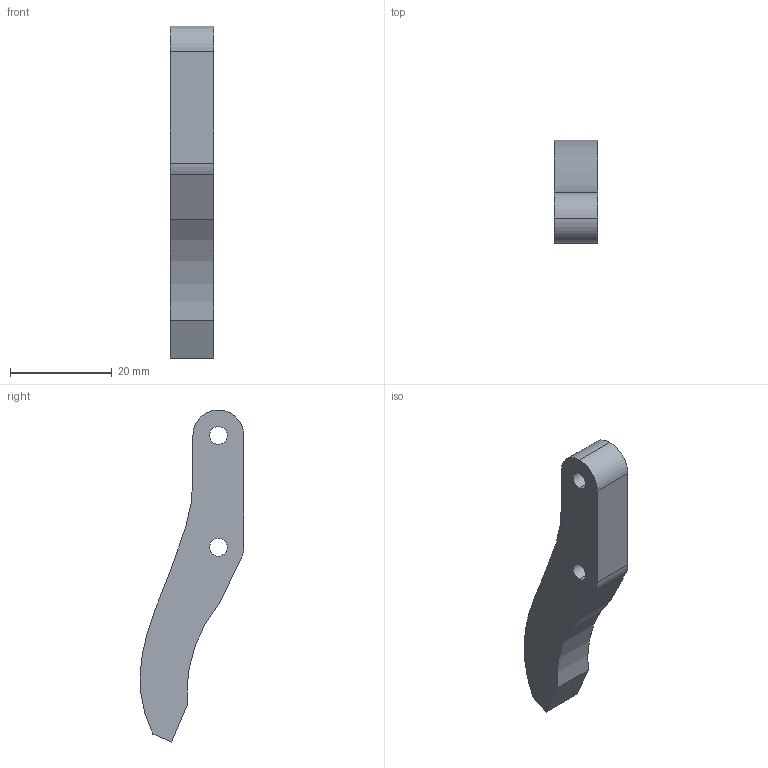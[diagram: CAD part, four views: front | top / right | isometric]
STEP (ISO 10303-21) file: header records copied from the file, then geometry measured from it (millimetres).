
FILE_DESCRIPTION (( 'STEP AP203' ), '1' );
FILE_NAME ('Gripper 1.stp_Default_sldprt.STEP', '2022-12-24T03:26:39', ( '' ), ( '' ), 'SwSTEP 2.0', 'SolidWorks 2020', '' );
FILE_SCHEMA (( 'CONFIG_CONTROL_DESIGN' ));
Length unit declared in the file: metre
Products named in the file (1): Gripper 1.stp_Default_sldprt
Bounding box: 8.5 x 20.37 x 65.31 mm (x, y, z)
Volume: 5397.4 mm3; surface area: 2680.7 mm2
Topology: 1 solids, 1 shells, 16 faces, 42 edges, 28 vertices
Faces by surface type: cylinder 7, plane 7, bspline 2
Entity records: 593 total; most frequent: CARTESIAN_POINT 109, ORIENTED_EDGE 84, DIRECTION 82, EDGE_CURVE 42, AXIS2_PLACEMENT_3D 29, VERTEX_POINT 28, VECTOR 24, LINE 24
